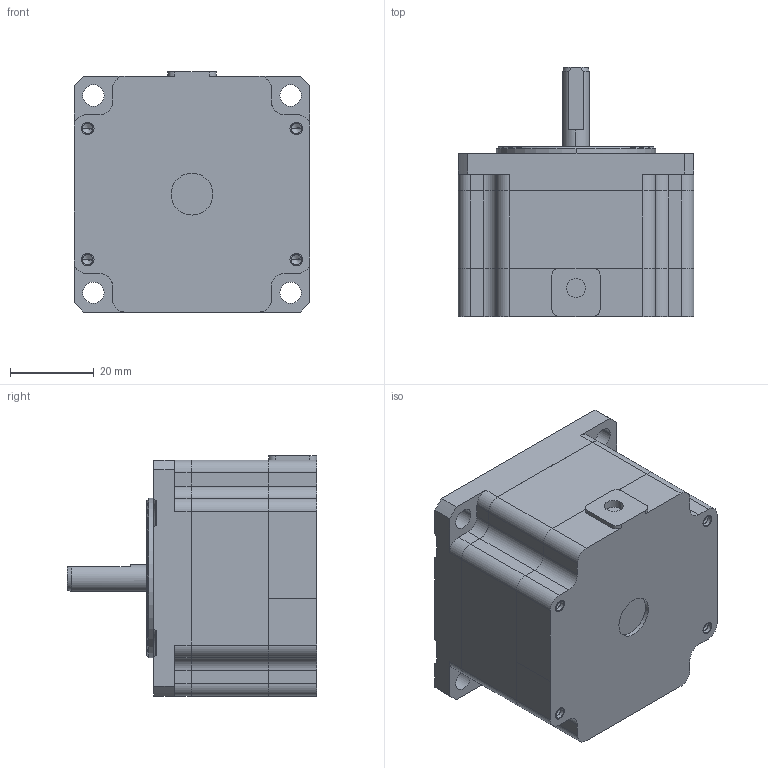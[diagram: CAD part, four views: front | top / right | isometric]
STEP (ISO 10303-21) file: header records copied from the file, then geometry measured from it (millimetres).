
FILE_DESCRIPTION((''),'2;1');
FILE_NAME('PRT0007','2020-09-25T12:53:19',('ms20301'),(''),'CREO PARAMETRIC BY PTC INC, 2018100','CREO PARAMETRIC BY PTC INC, 2018100','');
FILE_SCHEMA(('CONFIG_CONTROL_DESIGN'));
Length unit declared in the file: millimetre
Products named in the file (1): PRT0007
Bounding box: 56.4 x 59.6 x 57.4 mm (x, y, z)
Volume: 79226.7 mm3; surface area: 25004.3 mm2
Topology: 1 solids, 8 shells, 414 faces, 1087 edges, 695 vertices
Faces by surface type: plane 157, cylinder 122, torus 56, bspline 48, cone 31
Entity records: 18195 total; most frequent: CARTESIAN_POINT 8084, DIRECTION 2103, ORIENTED_EDGE 2086, EDGE_CURVE 1079, AXIS2_PLACEMENT_3D 776, VERTEX_POINT 695, VECTOR 551, LINE 551
